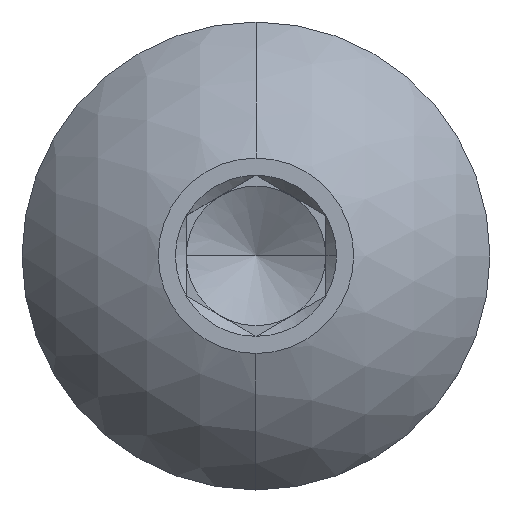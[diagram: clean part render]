
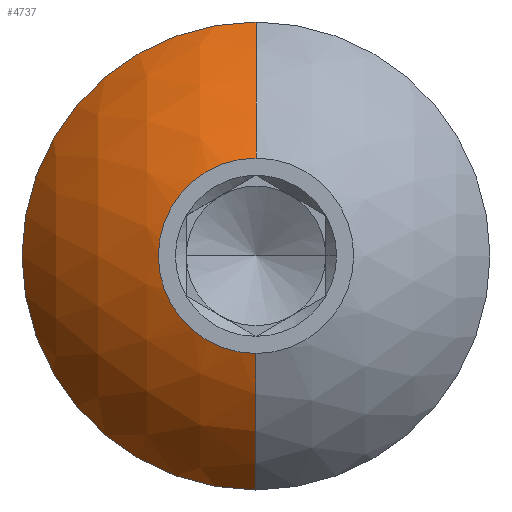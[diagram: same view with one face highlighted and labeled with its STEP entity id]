
A CAD part, top view. The second image highlights one B-rep face of the part: STEP entity #4737.
In plain terms, the highlighted spherical face has radius 3.88 mm.
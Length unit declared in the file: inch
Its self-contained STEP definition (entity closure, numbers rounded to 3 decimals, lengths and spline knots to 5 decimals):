
#25 = EDGE_LOOP ( 'NONE', ( #1714, #3074, #1036, #3825, #2883 ) ) ;
#97 = DIRECTION ( 'NONE',  ( 0., 1., 0. ) ) ;
#141 = CIRCLE ( 'NONE', #2464, 0.131 ) ;
#182 = VERTEX_POINT ( 'NONE', #1813 ) ;
#303 = DIRECTION ( 'NONE',  ( 0., -1., 0. ) ) ;
#316 = FACE_OUTER_BOUND ( 'NONE', #25, .T. ) ;
#395 = SPHERICAL_SURFACE ( 'NONE', #6199, 0.15274 ) ;
#696 = DIRECTION ( 'NONE',  ( 1., 0., 0. ) ) ;
#849 = DIRECTION ( 'NONE',  ( -1., 0., 0. ) ) ;
#1036 = ORIENTED_EDGE ( 'NONE', *, *, #1684, .F. ) ;
#1057 = CIRCLE ( 'NONE', #2503, 0.15274 ) ;
#1147 = CARTESIAN_POINT ( 'NONE',  ( 0., 0., 0.14388 ) ) ;
#1255 = DIRECTION ( 'NONE',  ( 0., 0., 1. ) ) ;
#1684 = EDGE_CURVE ( 'NONE', #3389, #182, #5462, .T. ) ;
#1714 = ORIENTED_EDGE ( 'NONE', *, *, #5687, .T. ) ;
#1813 = CARTESIAN_POINT ( 'NONE',  ( 0., -0.05469, 0.2865 ) ) ;
#1827 = CARTESIAN_POINT ( 'NONE',  ( 0., 0., 0.22243 ) ) ;
#2280 = DIRECTION ( 'NONE',  ( 1., 0., 0. ) ) ;
#2464 = AXIS2_PLACEMENT_3D ( 'NONE', #5503, #3411, #2280 ) ;
#2467 = VERTEX_POINT ( 'NONE', #6788 ) ;
#2503 = AXIS2_PLACEMENT_3D ( 'NONE', #5638, #4081, #3504 ) ;
#2779 = EDGE_CURVE ( 'NONE', #5500, #2467, #3711, .T. ) ;
#2876 = VERTEX_POINT ( 'NONE', #6201 ) ;
#2883 = ORIENTED_EDGE ( 'NONE', *, *, #2779, .T. ) ;
#2959 = EDGE_CURVE ( 'NONE', #2876, #182, #6041, .T. ) ;
#3074 = ORIENTED_EDGE ( 'NONE', *, *, #2959, .T. ) ;
#3152 = DIRECTION ( 'NONE',  ( 0., 0., 1. ) ) ;
#3235 = CARTESIAN_POINT ( 'NONE',  ( 0., 0.05469, 0.2865 ) ) ;
#3389 = VERTEX_POINT ( 'NONE', #3235 ) ;
#3411 = DIRECTION ( 'NONE',  ( 0., 0., 1. ) ) ;
#3430 = AXIS2_PLACEMENT_3D ( 'NONE', #6428, #3152, #4719 ) ;
#3504 = DIRECTION ( 'NONE',  ( 0., 0., -1. ) ) ;
#3611 = AXIS2_PLACEMENT_3D ( 'NONE', #1827, #1255, #696 ) ;
#3711 = CIRCLE ( 'NONE', #3611, 0.131 ) ;
#3825 = ORIENTED_EDGE ( 'NONE', *, *, #6014, .F. ) ;
#4081 = DIRECTION ( 'NONE',  ( 1., 0., 0. ) ) ;
#4553 = AXIS2_PLACEMENT_3D ( 'NONE', #4593, #849, #303 ) ;
#4593 = CARTESIAN_POINT ( 'NONE',  ( 0., 0., 0.14388 ) ) ;
#4719 = DIRECTION ( 'NONE',  ( 1., 0., 0. ) ) ;
#4737 = ADVANCED_FACE ( 'NONE', ( #316 ), #395, .T. ) ;
#5462 = CIRCLE ( 'NONE', #3430, 0.05469 ) ;
#5500 = VERTEX_POINT ( 'NONE', #6395 ) ;
#5503 = CARTESIAN_POINT ( 'NONE',  ( 0., 0., 0.22243 ) ) ;
#5638 = CARTESIAN_POINT ( 'NONE',  ( 0., 0., 0.14388 ) ) ;
#5687 = EDGE_CURVE ( 'NONE', #2467, #2876, #141, .T. ) ;
#5954 = DIRECTION ( 'NONE',  ( -1., 0., 0. ) ) ;
#6014 = EDGE_CURVE ( 'NONE', #5500, #3389, #1057, .T. ) ;
#6041 = CIRCLE ( 'NONE', #4553, 0.15274 ) ;
#6199 = AXIS2_PLACEMENT_3D ( 'NONE', #1147, #5954, #97 ) ;
#6201 = CARTESIAN_POINT ( 'NONE',  ( 0., -0.131, 0.22243 ) ) ;
#6395 = CARTESIAN_POINT ( 'NONE',  ( 0., 0.131, 0.22243 ) ) ;
#6428 = CARTESIAN_POINT ( 'NONE',  ( 0., 0., 0.2865 ) ) ;
#6788 = CARTESIAN_POINT ( 'NONE',  ( -0.131, 0., 0.22243 ) ) ;
